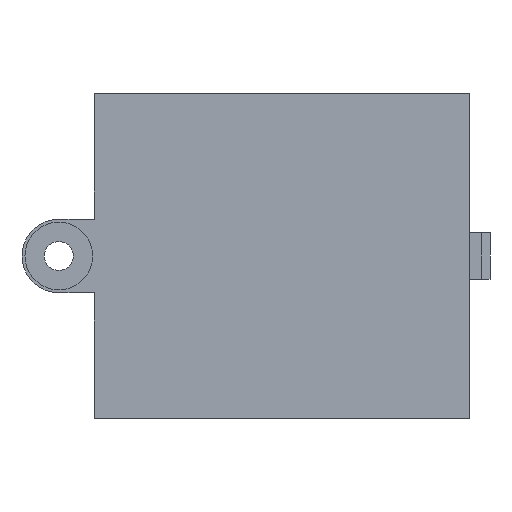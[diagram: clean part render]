
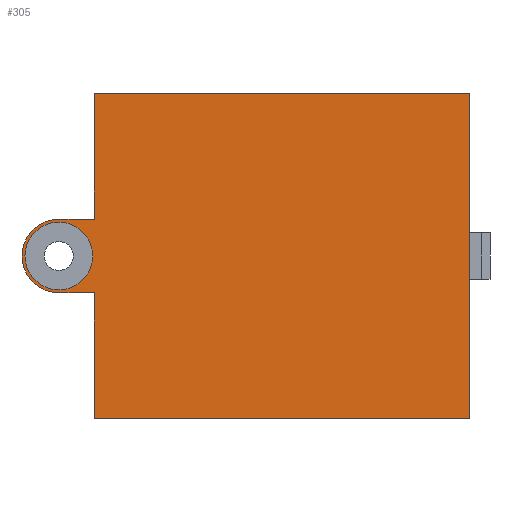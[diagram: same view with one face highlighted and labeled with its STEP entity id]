
A CAD part, left-side view. The second image highlights one B-rep face of the part: STEP entity #305.
In plain terms, the highlighted planar face has unit normal (-1, 0, 0).
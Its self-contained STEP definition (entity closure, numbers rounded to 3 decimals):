
#16=FACE_BOUND('',#44,.T.);
#18=CIRCLE('',#335,3.5);
#20=CIRCLE('',#338,3.8);
#27=FACE_OUTER_BOUND('',#43,.T.);
#43=EDGE_LOOP('',(#220,#221,#222,#223,#224,#225,#226,#227));
#44=EDGE_LOOP('',(#228));
#68=LINE('',#464,#106);
#69=LINE('',#466,#107);
#70=LINE('',#468,#108);
#71=LINE('',#470,#109);
#72=LINE('',#472,#110);
#73=LINE('',#474,#111);
#74=LINE('',#475,#112);
#106=VECTOR('',#380,10.);
#107=VECTOR('',#381,10.);
#108=VECTOR('',#382,10.);
#109=VECTOR('',#383,10.);
#110=VECTOR('',#384,10.);
#111=VECTOR('',#385,10.);
#112=VECTOR('',#386,10.);
#141=VERTEX_POINT('',#454);
#143=VERTEX_POINT('',#460);
#144=VERTEX_POINT('',#461);
#145=VERTEX_POINT('',#463);
#146=VERTEX_POINT('',#465);
#147=VERTEX_POINT('',#467);
#148=VERTEX_POINT('',#469);
#149=VERTEX_POINT('',#471);
#150=VERTEX_POINT('',#473);
#171=EDGE_CURVE('',#141,#141,#18,.T.);
#174=EDGE_CURVE('',#143,#144,#20,.F.);
#175=EDGE_CURVE('',#145,#144,#68,.T.);
#176=EDGE_CURVE('',#146,#145,#69,.T.);
#177=EDGE_CURVE('',#147,#146,#70,.T.);
#178=EDGE_CURVE('',#148,#147,#71,.T.);
#179=EDGE_CURVE('',#149,#148,#72,.T.);
#180=EDGE_CURVE('',#150,#149,#73,.T.);
#181=EDGE_CURVE('',#143,#150,#74,.T.);
#220=ORIENTED_EDGE('',*,*,#174,.T.);
#221=ORIENTED_EDGE('',*,*,#175,.F.);
#222=ORIENTED_EDGE('',*,*,#176,.F.);
#223=ORIENTED_EDGE('',*,*,#177,.F.);
#224=ORIENTED_EDGE('',*,*,#178,.F.);
#225=ORIENTED_EDGE('',*,*,#179,.F.);
#226=ORIENTED_EDGE('',*,*,#180,.F.);
#227=ORIENTED_EDGE('',*,*,#181,.F.);
#228=ORIENTED_EDGE('',*,*,#171,.F.);
#290=PLANE('',#337);
#305=ADVANCED_FACE('',(#27,#16),#290,.T.);
#335=AXIS2_PLACEMENT_3D('',#455,#371,#372);
#337=AXIS2_PLACEMENT_3D('',#459,#376,#377);
#338=AXIS2_PLACEMENT_3D('',#462,#378,#379);
#371=DIRECTION('center_axis',(-1.,0.,0.));
#372=DIRECTION('ref_axis',(0.,0.,1.));
#376=DIRECTION('center_axis',(-1.,0.,0.));
#377=DIRECTION('ref_axis',(0.,0.,1.));
#378=DIRECTION('center_axis',(1.,0.,0.));
#379=DIRECTION('ref_axis',(0.,0.,1.));
#380=DIRECTION('',(0.,1.,0.));
#381=DIRECTION('',(0.,0.,1.));
#382=DIRECTION('',(0.,1.,0.));
#383=DIRECTION('',(0.,0.,-1.));
#384=DIRECTION('',(0.,-1.,0.));
#385=DIRECTION('',(0.,0.,1.));
#386=DIRECTION('',(0.,-1.,0.));
#454=CARTESIAN_POINT('',(-42.226,34.705,-35.167));
#455=CARTESIAN_POINT('Origin',(-42.226,34.705,-31.667));
#459=CARTESIAN_POINT('Origin',(-42.226,15.392,-31.667));
#460=CARTESIAN_POINT('',(-42.226,34.705,-27.867));
#461=CARTESIAN_POINT('',(-42.226,34.705,-35.467));
#462=CARTESIAN_POINT('Origin',(-42.226,34.705,-31.667));
#463=CARTESIAN_POINT('',(-42.226,31.019,-35.467));
#464=CARTESIAN_POINT('',(-42.226,23.305,-35.467));
#465=CARTESIAN_POINT('',(-42.226,31.019,-48.467));
#466=CARTESIAN_POINT('',(-42.226,31.019,-40.167));
#467=CARTESIAN_POINT('',(-42.226,-7.72,-48.467));
#468=CARTESIAN_POINT('',(-42.226,3.736,-48.467));
#469=CARTESIAN_POINT('',(-42.226,-7.72,-14.867));
#470=CARTESIAN_POINT('',(-42.226,-7.72,-23.167));
#471=CARTESIAN_POINT('',(-42.226,31.019,-14.867));
#472=CARTESIAN_POINT('',(-42.226,23.305,-14.867));
#473=CARTESIAN_POINT('',(-42.226,31.019,-27.867));
#474=CARTESIAN_POINT('',(-42.226,31.019,-29.667));
#475=CARTESIAN_POINT('',(-42.226,25.048,-27.867));
